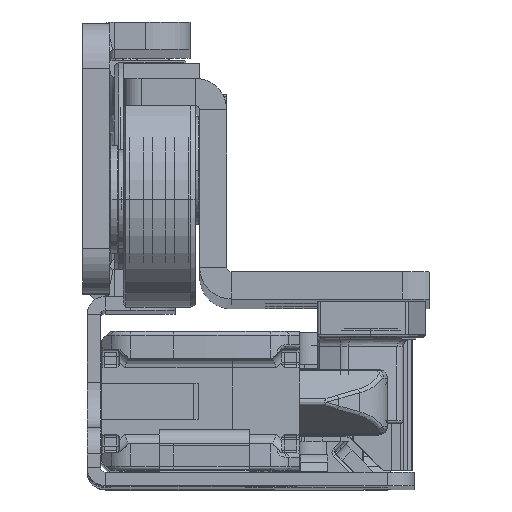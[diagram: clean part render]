
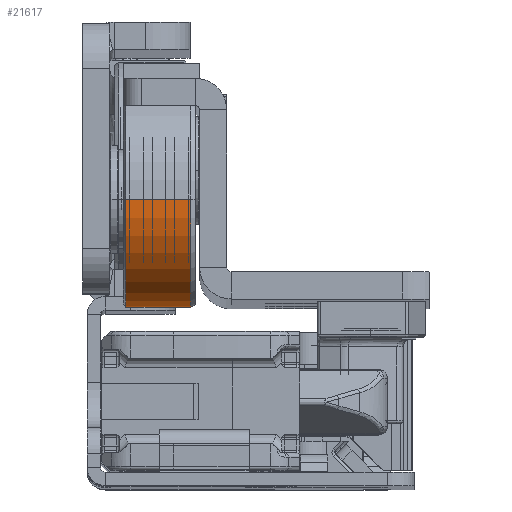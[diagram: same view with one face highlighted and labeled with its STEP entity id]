
A CAD part, top view. The second image highlights one B-rep face of the part: STEP entity #21617.
In plain terms, the highlighted cylindrical face has radius 12 mm (diameter 24 mm), a partial arc.
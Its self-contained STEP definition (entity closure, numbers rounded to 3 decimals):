
#226 = CARTESIAN_POINT ( 'NONE',  ( 0.5, 0., 0. ) ) ;
#1338 = CIRCLE ( 'NONE', #44723, 12. ) ;
#12051 = VERTEX_POINT ( 'NONE', #85019 ) ;
#13690 = AXIS2_PLACEMENT_3D ( 'NONE', #226, #60762, #100862 ) ;
#14998 = VECTOR ( 'NONE', #48074, 1000. ) ;
#17538 = EDGE_CURVE ( 'NONE', #12051, #108622, #71725, .T. ) ;
#21617 = ADVANCED_FACE ( 'NONE', ( #80582 ), #111802, .T. ) ;
#24773 = LINE ( 'NONE', #77107, #82512 ) ;
#27346 = ORIENTED_EDGE ( 'NONE', *, *, #47480, .T. ) ;
#27911 = VERTEX_POINT ( 'NONE', #30594 ) ;
#30419 = AXIS2_PLACEMENT_3D ( 'NONE', #111128, #78565, #79223 ) ;
#30594 = CARTESIAN_POINT ( 'NONE',  ( 0.5, 0., -12. ) ) ;
#44723 = AXIS2_PLACEMENT_3D ( 'NONE', #95917, #44855, #96565 ) ;
#44855 = DIRECTION ( 'NONE',  ( -1., 0., 0. ) ) ;
#47480 = EDGE_CURVE ( 'NONE', #66963, #27911, #24773, .T. ) ;
#48074 = DIRECTION ( 'NONE',  ( -1., 0., 0. ) ) ;
#48392 = CIRCLE ( 'NONE', #13690, 12. ) ;
#55552 = EDGE_CURVE ( 'NONE', #27911, #108622, #48392, .T. ) ;
#60762 = DIRECTION ( 'NONE',  ( 1., 0., 0. ) ) ;
#66963 = VERTEX_POINT ( 'NONE', #74015 ) ;
#71725 = LINE ( 'NONE', #113119, #14998 ) ;
#74015 = CARTESIAN_POINT ( 'NONE',  ( 7.711, 0., -12. ) ) ;
#77107 = CARTESIAN_POINT ( 'NONE',  ( 0., 0., -12. ) ) ;
#77789 = DIRECTION ( 'NONE',  ( -1., 0., 0. ) ) ;
#78565 = DIRECTION ( 'NONE',  ( -1., 0., 0. ) ) ;
#79223 = DIRECTION ( 'NONE',  ( 0., 0., 1. ) ) ;
#80582 = FACE_OUTER_BOUND ( 'NONE', #133458, .T. ) ;
#82512 = VECTOR ( 'NONE', #77789, 1000. ) ;
#85019 = CARTESIAN_POINT ( 'NONE',  ( 7.711, 0., 12. ) ) ;
#95917 = CARTESIAN_POINT ( 'NONE',  ( 7.711, 0., 0. ) ) ;
#96565 = DIRECTION ( 'NONE',  ( 0., 0., 1. ) ) ;
#100862 = DIRECTION ( 'NONE',  ( 0., 0., -1. ) ) ;
#104037 = ORIENTED_EDGE ( 'NONE', *, *, #109676, .T. ) ;
#104601 = ORIENTED_EDGE ( 'NONE', *, *, #55552, .T. ) ;
#108622 = VERTEX_POINT ( 'NONE', #113534 ) ;
#109676 = EDGE_CURVE ( 'NONE', #12051, #66963, #1338, .T. ) ;
#110179 = ORIENTED_EDGE ( 'NONE', *, *, #17538, .F. ) ;
#111128 = CARTESIAN_POINT ( 'NONE',  ( 0., 0., 0. ) ) ;
#111802 = CYLINDRICAL_SURFACE ( 'NONE', #30419, 12. ) ;
#113119 = CARTESIAN_POINT ( 'NONE',  ( 0., 0., 12. ) ) ;
#113534 = CARTESIAN_POINT ( 'NONE',  ( 0.5, 0., 12. ) ) ;
#133458 = EDGE_LOOP ( 'NONE', ( #104037, #27346, #104601, #110179 ) ) ;
